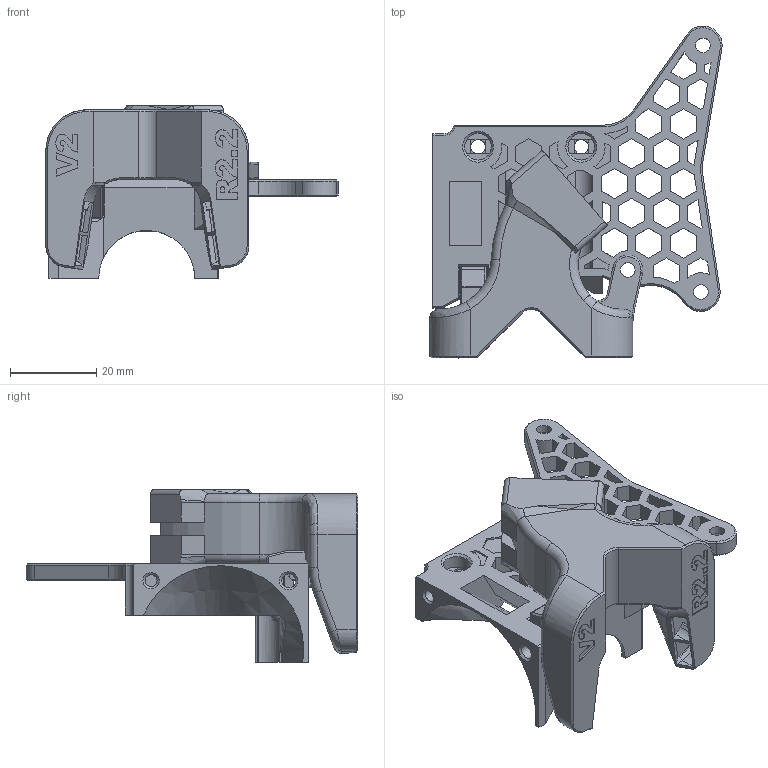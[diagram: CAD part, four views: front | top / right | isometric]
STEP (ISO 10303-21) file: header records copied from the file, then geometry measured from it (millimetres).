
FILE_DESCRIPTION(/* description */ (''),/* implementation_level */ '2;1');
FILE_NAME(/* name */ 'V2R2.2.step',/* time_stamp */ '2021-12-30T13:57:32-06:00',/* author */ (''),/* organization */ (''),/* preprocessor_version */ 'ST-DEVELOPER v18.1',/* originating_system */ 'Autodesk Translation Framework v10.10.0.1391',/* authorisation */ '');
FILE_SCHEMA (('AUTOMOTIVE_DESIGN { 1 0 10303 214 3 1 1 }'));
Length unit declared in the file: millimetre
Products named in the file (1): delta-p-fan-mk3s
Bounding box: 67.98 x 77.17 x 40.2 mm (x, y, z)
Volume: 22629 mm3; surface area: 23216 mm2
Topology: 2 solids, 2 shells, 998 faces, 2751 edges, 1779 vertices
Faces by surface type: plane 589, bspline 191, cylinder 146, cone 42, torus 30
Full cylindrical faces by diameter (mm): 2.8 x1, 3.3 x1, 3.35 x2, 3.4 x3, 6.2 x2, 6.279 x1
Entity records: 36307 total; most frequent: CARTESIAN_POINT 11987, ORIENTED_EDGE 5494, DIRECTION 4302, EDGE_CURVE 2747, VERTEX_POINT 1779, LINE 1756, VECTOR 1756, AXIS2_PLACEMENT_3D 1273
